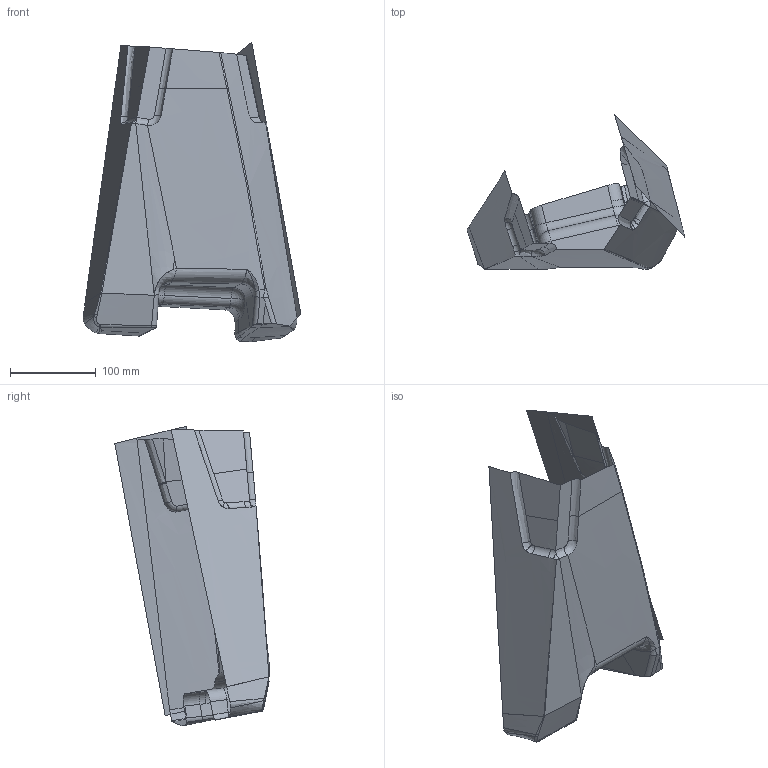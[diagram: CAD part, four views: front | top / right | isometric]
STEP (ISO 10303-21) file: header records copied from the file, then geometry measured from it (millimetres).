
FILE_DESCRIPTION(/* description */ (''),/* implementation_level */ '2;1');
FILE_NAME(/* name */ 'Tool E400.stp',/* time_stamp */ '2018-10-25T16:22:46+01:00',/* author */ ('CADApp'),/* organization */ (''),/* preprocessor_version */ 'ST-DEVELOPER v17.2',/* originating_system */ 'Autodesk Inventor 2019',/* authorisation */ '');
FILE_SCHEMA (('AUTOMOTIVE_DESIGN { 1 0 10303 214 3 1 1 }'));
Products named in the file (1): Tool E400
Bounding box: 254 x 179.95 x 348.93 mm (x, y, z)
Surface area: 923486.9 mm2 (no closed solid volume)
Topology: 0 solids, 643 shells, 872 faces, 1959 edges, 1305 vertices
Faces by surface type: bspline 599, plane 104, cylinder 99, sphere 42, torus 28
Entity records: 428777 total; most frequent: CARTESIAN_POINT 413138, ORIENTED_EDGE 4112, EDGE_CURVE 1922, DIRECTION 1672, VERTEX_POINT 1308, B_SPLINE_CURVE_WITH_KNOTS 1185, FACE_OUTER_BOUND 872, EDGE_LOOP 872
